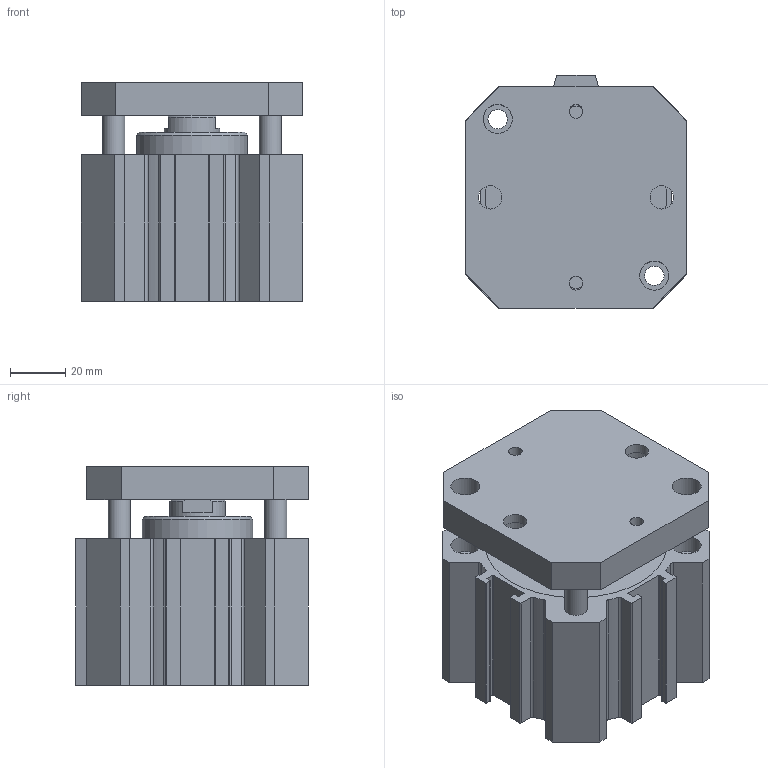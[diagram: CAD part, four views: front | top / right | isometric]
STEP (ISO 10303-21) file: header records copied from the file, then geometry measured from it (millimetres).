
FILE_DESCRIPTION(/* description */ ('TUBO PROFILATO COMPATTI Ø40'),/* implementation_level */ '2;1');
FILE_NAME(/* name */ '1501_63_0015_AR.stp',/* time_stamp */ '2016-08-24T13:51:53+02:00',/* author */ ('Maniean1'),/* organization */ ('Pneumax S.p.A.'),/* preprocessor_version */ 'ST-DEVELOPER v15.2',/* originating_system */ 'Autodesk Inventor 2014',/* authorisation */ '');
FILE_SCHEMA (('AUTOMOTIVE_DESIGN { 1 0 10303 214 3 1 1 }'));
Length unit declared in the file: millimetre
Products named in the file (3): C_1501_63_0015_AR; S_1501_63_0015_AR; 1501_63_0015_AR
Bounding box: 80 x 84 x 79 mm (x, y, z)
Volume: 306529.6 mm3; surface area: 83733.8 mm2
Topology: 2 solids, 2 shells, 185 faces, 481 edges, 322 vertices
Faces by surface type: plane 94, cylinder 86, cone 5
Full cylindrical faces by diameter (mm): 4.917 x2, 7 x4, 8 x4, 8.5 x2, 8.566 x2, 10.5 x8, 13.5 x2, 20 x2, 40 x2, 63 x2, 65.5 x2
Entity records: 5739 total; most frequent: DIRECTION 994, CARTESIAN_POINT 950, ORIENTED_EDGE 876, EDGE_CURVE 438, AXIS2_PLACEMENT_3D 370, VERTEX_POINT 314, EDGE_LOOP 262, LINE 254
